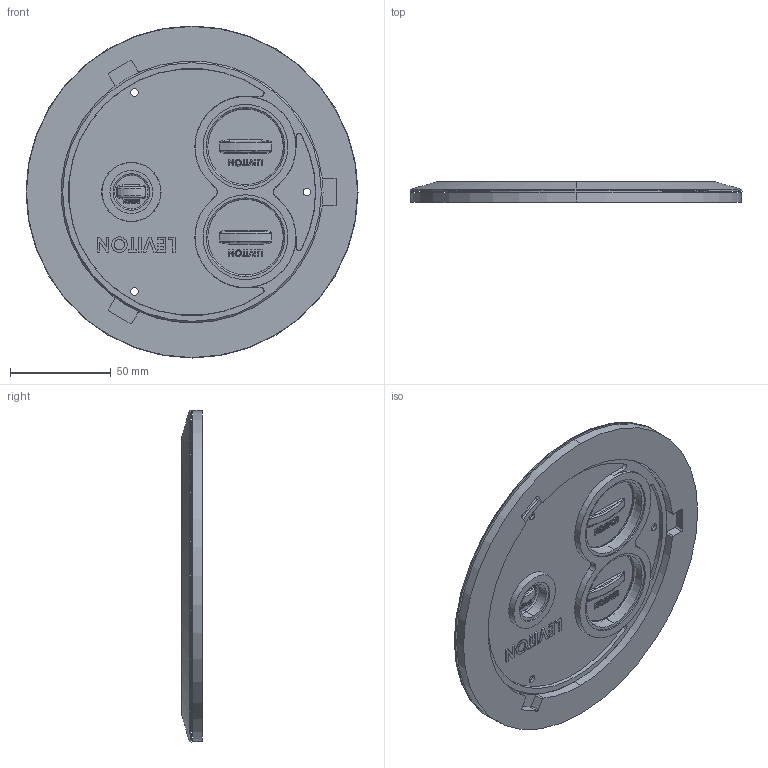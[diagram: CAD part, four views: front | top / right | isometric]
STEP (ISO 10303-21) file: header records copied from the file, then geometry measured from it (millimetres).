
FILE_DESCRIPTION (( 'STEP AP214' ), '1' );
FILE_NAME ('fbc1x.STEP', '2018-10-05T02:24:18', ( '' ), ( '' ), 'SwSTEP 2.0', 'SolidWorks 2017', '' );
FILE_SCHEMA (( 'AUTOMOTIVE_DESIGN' ));
Length unit declared in the file: inch
Products named in the file (1): fbc1x
Bounding box: 165.1 x 10.32 x 165.1 mm (x, y, z)
Surface area: 72850.2 mm2 (no closed solid volume)
Topology: 0 solids, 10 shells, 436 faces, 1170 edges, 772 vertices
Faces by surface type: plane 230, cylinder 86, bspline 56, cone 34, torus 30
Entity records: 22723 total; most frequent: CARTESIAN_POINT 6313, ORIENTED_EDGE 2201, DIRECTION 2109, EDGE_CURVE 1170, VERTEX_POINT 772, LINE 759, VECTOR 759, AXIS2_PLACEMENT_3D 675
